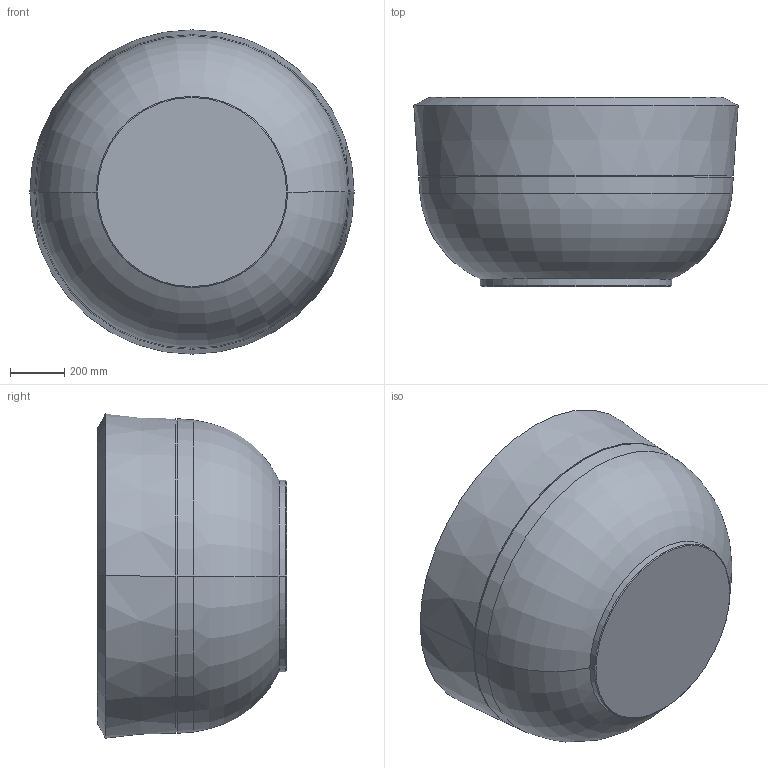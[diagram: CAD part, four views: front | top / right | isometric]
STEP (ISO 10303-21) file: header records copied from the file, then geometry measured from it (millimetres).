
FILE_DESCRIPTION (( 'STEP AP203' ), '1' );
FILE_NAME ('BOB120.070.STEP', '2020-06-01T09:54:42', ( 'admin' ), ( '' ), 'SwSTEP 2.0', 'SolidWorks 2019', '' );
FILE_SCHEMA (( 'CONFIG_CONTROL_DESIGN' ));
Length unit declared in the file: millimetre
Products named in the file (1): BOB120.070
Bounding box: 1200 x 700 x 1200 mm (x, y, z)
Volume: 216907896.5 mm3; surface area: 5512316.7 mm2
Topology: 1 solids, 1 shells, 25 faces, 48 edges, 28 vertices
Faces by surface type: cone 10, cylinder 6, plane 5, torus 4
Entity records: 715 total; most frequent: DIRECTION 132, CARTESIAN_POINT 102, ORIENTED_EDGE 96, AXIS2_PLACEMENT_3D 58, EDGE_CURVE 48, CIRCLE 32, EDGE_LOOP 28, VERTEX_POINT 28
